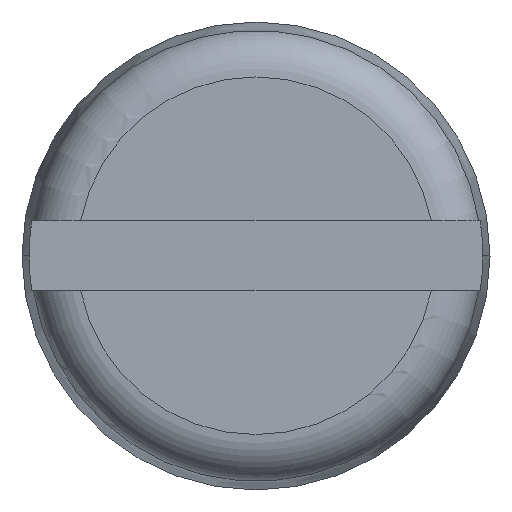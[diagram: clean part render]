
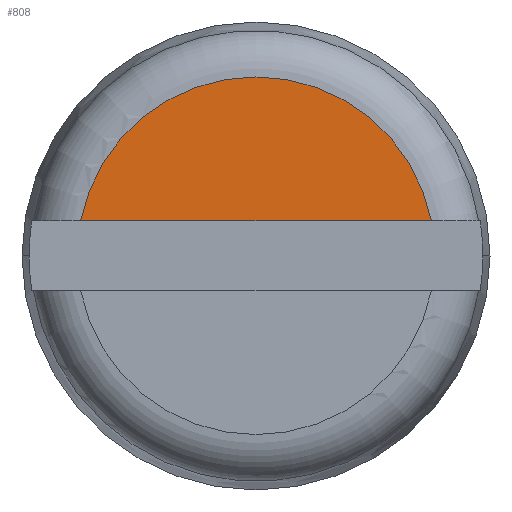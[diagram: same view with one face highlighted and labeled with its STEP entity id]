
A CAD part, top view. The second image highlights one B-rep face of the part: STEP entity #808.
In plain terms, the highlighted planar face has unit normal (0, 0, 1).
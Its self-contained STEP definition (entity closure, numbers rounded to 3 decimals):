
#467=CARTESIAN_POINT('',(2.998,0.6,2.4));
#468=VERTEX_POINT('',#467);
#538=CARTESIAN_POINT('',(-2.998,0.6,2.4));
#539=VERTEX_POINT('',#538);
#540=CARTESIAN_POINT('',(2.998,0.6,2.4));
#541=DIRECTION('',(-1.0,0.0,0.0));
#542=VECTOR('',#541,5.995);
#543=LINE('',#540,#542);
#544=EDGE_CURVE('',#468,#539,#543,.T.);
#772=CARTESIAN_POINT('',(0.,0.,2.4));
#773=DIRECTION('',(0.0,0.0,-1.0));
#774=DIRECTION('',(-1.0,0.0,0.0));
#775=AXIS2_PLACEMENT_3D('',#772,#773,#774);
#776=CIRCLE('',#775,3.057);
#777=EDGE_CURVE('',#539,#468,#776,.T.);
#799=CARTESIAN_POINT('',(3.297,0.477,2.4));
#800=DIRECTION('',(0.0,0.0,-1.0));
#801=DIRECTION('',(-1.0,0.0,0.0));
#802=AXIS2_PLACEMENT_3D('',#799,#800,#801);
#803=PLANE('',#802);
#804=ORIENTED_EDGE('',*,*,#544,.F.);
#805=ORIENTED_EDGE('',*,*,#777,.F.);
#806=EDGE_LOOP('',(#804,#805));
#807=FACE_OUTER_BOUND('',#806,.T.);
#808=ADVANCED_FACE('',(#807),#803,.F.);
